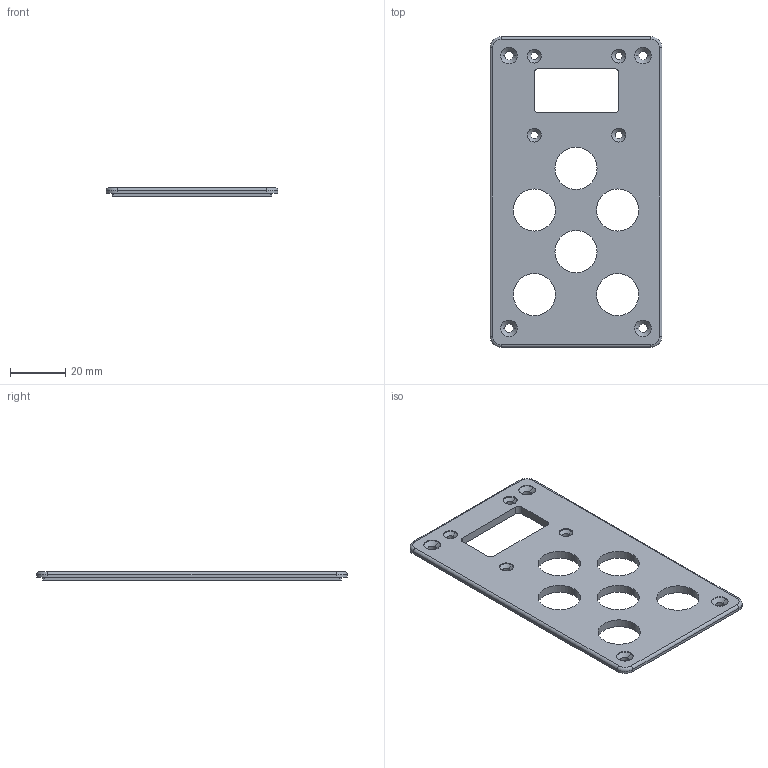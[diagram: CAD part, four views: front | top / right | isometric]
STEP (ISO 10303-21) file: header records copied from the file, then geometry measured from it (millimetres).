
FILE_DESCRIPTION(('Open CASCADE Model'),'2;1');
FILE_NAME('Open CASCADE Shape Model','2018-08-23T21:51:08',('Author'),( 'Open CASCADE'),'Open CASCADE STEP processor 7.2','Open CASCADE 7.2' ,'Unknown');
FILE_SCHEMA(('AUTOMOTIVE_DESIGN { 1 0 10303 214 1 1 1 1 }'));
Length unit declared in the file: millimetre
Products named in the file (1): Open CASCADE STEP translator 7.2 1
Bounding box: 62 x 112 x 3 mm (x, y, z)
Volume: 14964.7 mm3; surface area: 12801.5 mm2
Topology: 1 solids, 1 shells, 103 faces, 252 edges, 160 vertices
Faces by surface type: cylinder 60, plane 23, cone 16, torus 4
Entity records: 6480 total; most frequent: CARTESIAN_POINT 1284, DIRECTION 1020, ORIENTED_EDGE 504, PCURVE 504, DEFINITIONAL_REPRESENTATION 504, LINE 456, VECTOR 456, EDGE_CURVE 252
